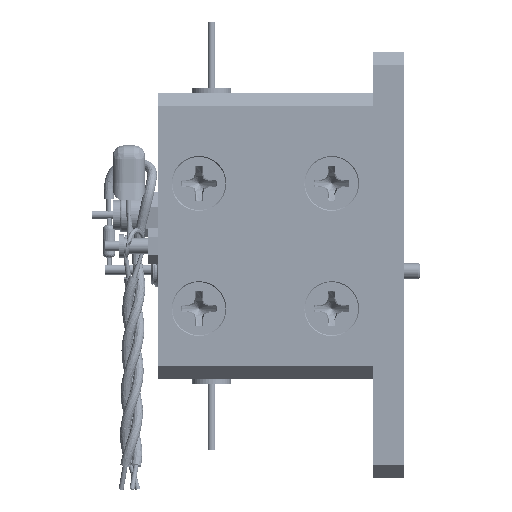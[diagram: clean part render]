
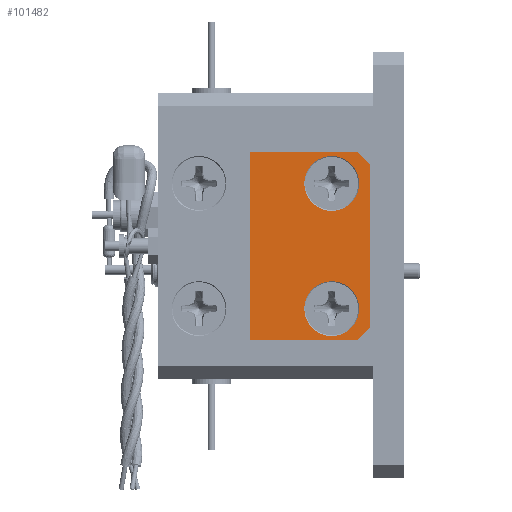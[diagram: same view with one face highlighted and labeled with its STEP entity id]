
A CAD part, left-side view. The second image highlights one B-rep face of the part: STEP entity #101482.
In plain terms, the highlighted planar face has unit normal (-1, 0, 0).
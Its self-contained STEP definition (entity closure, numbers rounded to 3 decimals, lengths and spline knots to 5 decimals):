
#301 = VERTEX_POINT ( 'NONE', #108039 ) ;
#1818 = DIRECTION ( 'NONE',  ( 0., 1., 0. ) ) ;
#2119 = CARTESIAN_POINT ( 'NONE',  ( -4.51461, -0.00245, 0.93267 ) ) ;
#2614 = VERTEX_POINT ( 'NONE', #25899 ) ;
#2968 = CIRCLE ( 'NONE', #57601, 0.1095 ) ;
#5789 = DIRECTION ( 'NONE',  ( -1., 0., 0. ) ) ;
#7321 = CARTESIAN_POINT ( 'NONE',  ( -4.51461, -0.10745, 1.16717 ) ) ;
#7689 = EDGE_CURVE ( 'NONE', #107441, #91903, #102146, .T. ) ;
#11796 = AXIS2_PLACEMENT_3D ( 'NONE', #13042, #30597, #112294 ) ;
#13042 = CARTESIAN_POINT ( 'NONE',  ( -4.51461, -0.00245, 0.54217 ) ) ;
#14744 = DIRECTION ( 'NONE',  ( 1., 0., 0. ) ) ;
#16084 = VERTEX_POINT ( 'NONE', #47161 ) ;
#16741 = VECTOR ( 'NONE', #78856, 39.37008 ) ;
#16986 = CARTESIAN_POINT ( 'NONE',  ( -4.51461, -0.00245, 1.15167 ) ) ;
#18342 = CARTESIAN_POINT ( 'NONE',  ( -4.51461, -0.00245, 0.65167 ) ) ;
#19020 = DIRECTION ( 'NONE',  ( 0., 0.707, -0.707 ) ) ;
#20491 = EDGE_CURVE ( 'NONE', #85465, #2614, #101375, .T. ) ;
#22701 = EDGE_CURVE ( 'NONE', #66277, #2614, #80185, .T. ) ;
#23541 = ORIENTED_EDGE ( 'NONE', *, *, #70529, .F. ) ;
#25355 = FACE_OUTER_BOUND ( 'NONE', #58551, .T. ) ;
#25899 = CARTESIAN_POINT ( 'NONE',  ( -4.51461, 0.32255, 1.16717 ) ) ;
#26685 = FACE_BOUND ( 'NONE', #46698, .T. ) ;
#28616 = DIRECTION ( 'NONE',  ( 0., 0., 1. ) ) ;
#30300 = DIRECTION ( 'NONE',  ( 0., 1., 0. ) ) ;
#30597 = DIRECTION ( 'NONE',  ( -1., 0., 0. ) ) ;
#31274 = ORIENTED_EDGE ( 'NONE', *, *, #79807, .F. ) ;
#32334 = FACE_BOUND ( 'NONE', #59413, .T. ) ;
#33768 = CARTESIAN_POINT ( 'NONE',  ( -4.51461, -0.00245, 0.54217 ) ) ;
#35862 = CARTESIAN_POINT ( 'NONE',  ( -4.51461, -0.15745, 0.46717 ) ) ;
#40576 = LINE ( 'NONE', #7321, #16741 ) ;
#40833 = LINE ( 'NONE', #89762, #85570 ) ;
#40985 = PLANE ( 'NONE',  #74937 ) ;
#41288 = EDGE_CURVE ( 'NONE', #68977, #301, #56748, .T. ) ;
#44939 = VECTOR ( 'NONE', #90194, 39.37008 ) ;
#45591 = CIRCLE ( 'NONE', #98549, 0.1095 ) ;
#46698 = EDGE_LOOP ( 'NONE', ( #67492, #72255 ) ) ;
#47161 = CARTESIAN_POINT ( 'NONE',  ( -4.51461, -0.15745, 1.11717 ) ) ;
#47351 = EDGE_CURVE ( 'NONE', #104077, #85465, #40833, .T. ) ;
#47749 = EDGE_CURVE ( 'NONE', #16084, #57966, #50556, .T. ) ;
#50556 = LINE ( 'NONE', #81568, #44939 ) ;
#51734 = DIRECTION ( 'NONE',  ( 0., 0., 1. ) ) ;
#51888 = ORIENTED_EDGE ( 'NONE', *, *, #47351, .F. ) ;
#54789 = DIRECTION ( 'NONE',  ( 0., 0., 1. ) ) ;
#54904 = ORIENTED_EDGE ( 'NONE', *, *, #47749, .F. ) ;
#55177 = DIRECTION ( 'NONE',  ( -1., 0., 0. ) ) ;
#55183 = CARTESIAN_POINT ( 'NONE',  ( -4.51461, 0.32255, 0.79217 ) ) ;
#55306 = ORIENTED_EDGE ( 'NONE', *, *, #22701, .T. ) ;
#56748 = CIRCLE ( 'NONE', #11796, 0.1095 ) ;
#57601 = AXIS2_PLACEMENT_3D ( 'NONE', #81424, #55177, #54789 ) ;
#57966 = VERTEX_POINT ( 'NONE', #73436 ) ;
#58551 = EDGE_LOOP ( 'NONE', ( #31274, #54904, #23541, #55306, #95923, #51888 ) ) ;
#59413 = EDGE_LOOP ( 'NONE', ( #105280, #92344 ) ) ;
#60052 = CARTESIAN_POINT ( 'NONE',  ( -4.51461, 0.32255, 1.16717 ) ) ;
#66277 = VERTEX_POINT ( 'NONE', #88339 ) ;
#66630 = CARTESIAN_POINT ( 'NONE',  ( -4.51461, 0.32255, 1.16717 ) ) ;
#67492 = ORIENTED_EDGE ( 'NONE', *, *, #41288, .F. ) ;
#68977 = VERTEX_POINT ( 'NONE', #18342 ) ;
#70089 = CARTESIAN_POINT ( 'NONE',  ( -4.51461, 0.32255, 0.41717 ) ) ;
#70529 = EDGE_CURVE ( 'NONE', #66277, #16084, #40576, .T. ) ;
#72255 = ORIENTED_EDGE ( 'NONE', *, *, #95089, .F. ) ;
#73436 = CARTESIAN_POINT ( 'NONE',  ( -4.51461, -0.15745, 0.46717 ) ) ;
#74802 = VECTOR ( 'NONE', #28616, 39.37008 ) ;
#74937 = AXIS2_PLACEMENT_3D ( 'NONE', #60052, #14744, #94167 ) ;
#78856 = DIRECTION ( 'NONE',  ( 0., -0.707, -0.707 ) ) ;
#79393 = LINE ( 'NONE', #35862, #101710 ) ;
#79522 = DIRECTION ( 'NONE',  ( -1., 0., 0. ) ) ;
#79807 = EDGE_CURVE ( 'NONE', #57966, #104077, #79393, .T. ) ;
#80185 = LINE ( 'NONE', #66630, #95599 ) ;
#81424 = CARTESIAN_POINT ( 'NONE',  ( -4.51461, -0.00245, 1.04217 ) ) ;
#81568 = CARTESIAN_POINT ( 'NONE',  ( -4.51461, -0.15745, 1.16717 ) ) ;
#85465 = VERTEX_POINT ( 'NONE', #70089 ) ;
#85570 = VECTOR ( 'NONE', #1818, 39.37008 ) ;
#88339 = CARTESIAN_POINT ( 'NONE',  ( -4.51461, -0.10745, 1.16717 ) ) ;
#89762 = CARTESIAN_POINT ( 'NONE',  ( -4.51461, 0.32255, 0.41717 ) ) ;
#90194 = DIRECTION ( 'NONE',  ( 0., 0., -1. ) ) ;
#91903 = VERTEX_POINT ( 'NONE', #16986 ) ;
#92344 = ORIENTED_EDGE ( 'NONE', *, *, #7689, .F. ) ;
#94167 = DIRECTION ( 'NONE',  ( 0., 0., -1. ) ) ;
#94548 = CARTESIAN_POINT ( 'NONE',  ( -4.51461, -0.00245, 1.04217 ) ) ;
#95089 = EDGE_CURVE ( 'NONE', #301, #68977, #45591, .T. ) ;
#95599 = VECTOR ( 'NONE', #30300, 39.37008 ) ;
#95923 = ORIENTED_EDGE ( 'NONE', *, *, #20491, .F. ) ;
#98549 = AXIS2_PLACEMENT_3D ( 'NONE', #33768, #79522, #51734 ) ;
#99517 = AXIS2_PLACEMENT_3D ( 'NONE', #94548, #5789, #105032 ) ;
#101375 = LINE ( 'NONE', #55183, #74802 ) ;
#101482 = ADVANCED_FACE ( 'NONE', ( #25355, #32334, #26685 ), #40985, .F. ) ;
#101710 = VECTOR ( 'NONE', #19020, 39.37008 ) ;
#101719 = CARTESIAN_POINT ( 'NONE',  ( -4.51461, -0.10745, 0.41717 ) ) ;
#102146 = CIRCLE ( 'NONE', #99517, 0.1095 ) ;
#104077 = VERTEX_POINT ( 'NONE', #101719 ) ;
#105032 = DIRECTION ( 'NONE',  ( 0., 0., 1. ) ) ;
#105280 = ORIENTED_EDGE ( 'NONE', *, *, #112790, .F. ) ;
#107441 = VERTEX_POINT ( 'NONE', #2119 ) ;
#108039 = CARTESIAN_POINT ( 'NONE',  ( -4.51461, -0.00245, 0.43267 ) ) ;
#112294 = DIRECTION ( 'NONE',  ( 0., 0., 1. ) ) ;
#112790 = EDGE_CURVE ( 'NONE', #91903, #107441, #2968, .T. ) ;
